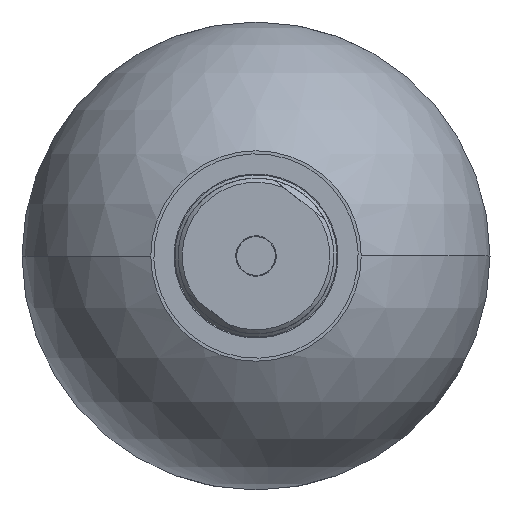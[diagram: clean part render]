
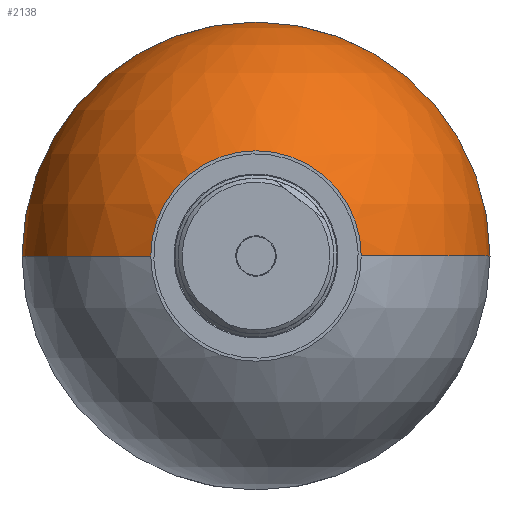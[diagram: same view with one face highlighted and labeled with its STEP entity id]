
A CAD part, front view. The second image highlights one B-rep face of the part: STEP entity #2138.
In plain terms, the highlighted spherical face has radius 114.5 mm.
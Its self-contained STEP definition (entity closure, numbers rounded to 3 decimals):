
#81 = DIRECTION ( 'NONE',  ( 0., 0., -1. ) ) ;
#83 = SPHERICAL_SURFACE ( 'NONE', #782, 114.5 ) ;
#109 = DIRECTION ( 'NONE',  ( 0., -1., 0. ) ) ;
#142 = CIRCLE ( 'NONE', #620, 114.5 ) ;
#227 = ORIENTED_EDGE ( 'NONE', *, *, #1657, .F. ) ;
#258 = ORIENTED_EDGE ( 'NONE', *, *, #1362, .F. ) ;
#281 = DIRECTION ( 'NONE',  ( 0., 0., 1. ) ) ;
#444 = EDGE_CURVE ( 'NONE', #2198, #1649, #475, .T. ) ;
#475 = CIRCLE ( 'NONE', #855, 114.5 ) ;
#508 = AXIS2_PLACEMENT_3D ( 'NONE', #2440, #109, #1859 ) ;
#580 = DIRECTION ( 'NONE',  ( 0., 0., 1. ) ) ;
#620 = AXIS2_PLACEMENT_3D ( 'NONE', #1627, #81, #2213 ) ;
#674 = FACE_OUTER_BOUND ( 'NONE', #1807, .T. ) ;
#720 = EDGE_CURVE ( 'NONE', #973, #2198, #1533, .T. ) ;
#760 = CARTESIAN_POINT ( 'NONE',  ( 0., 114.069, 0. ) ) ;
#782 = AXIS2_PLACEMENT_3D ( 'NONE', #2398, #281, #854 ) ;
#854 = DIRECTION ( 'NONE',  ( 1., 0., 0. ) ) ;
#855 = AXIS2_PLACEMENT_3D ( 'NONE', #1329, #580, #2126 ) ;
#973 = VERTEX_POINT ( 'NONE', #1077 ) ;
#1077 = CARTESIAN_POINT ( 'NONE',  ( 114.5, 114.069, 0. ) ) ;
#1096 = ORIENTED_EDGE ( 'NONE', *, *, #444, .T. ) ;
#1244 = CARTESIAN_POINT ( 'NONE',  ( -51.5, 11.805, 0. ) ) ;
#1329 = CARTESIAN_POINT ( 'NONE',  ( 0., 114.069, 0. ) ) ;
#1353 = DIRECTION ( 'NONE',  ( -1., 0., 0. ) ) ;
#1362 = EDGE_CURVE ( 'NONE', #1585, #1649, #2094, .T. ) ;
#1404 = ORIENTED_EDGE ( 'NONE', *, *, #720, .T. ) ;
#1533 = CIRCLE ( 'NONE', #1720, 114.5 ) ;
#1547 = CARTESIAN_POINT ( 'NONE',  ( 51.5, 11.805, 0. ) ) ;
#1585 = VERTEX_POINT ( 'NONE', #1547 ) ;
#1627 = CARTESIAN_POINT ( 'NONE',  ( 0., 114.069, 0. ) ) ;
#1649 = VERTEX_POINT ( 'NONE', #1244 ) ;
#1657 = EDGE_CURVE ( 'NONE', #973, #1585, #142, .T. ) ;
#1720 = AXIS2_PLACEMENT_3D ( 'NONE', #760, #2102, #1353 ) ;
#1792 = CARTESIAN_POINT ( 'NONE',  ( -114.5, 114.069, 0. ) ) ;
#1807 = EDGE_LOOP ( 'NONE', ( #1404, #1096, #258, #227 ) ) ;
#1859 = DIRECTION ( 'NONE',  ( -1., 0., 0. ) ) ;
#2094 = CIRCLE ( 'NONE', #508, 51.5 ) ;
#2102 = DIRECTION ( 'NONE',  ( 0., -1., 0. ) ) ;
#2126 = DIRECTION ( 'NONE',  ( 1., 0., 0. ) ) ;
#2138 = ADVANCED_FACE ( 'NONE', ( #674 ), #83, .T. ) ;
#2198 = VERTEX_POINT ( 'NONE', #1792 ) ;
#2213 = DIRECTION ( 'NONE',  ( -1., 0., 0. ) ) ;
#2398 = CARTESIAN_POINT ( 'NONE',  ( 0., 114.069, 0. ) ) ;
#2440 = CARTESIAN_POINT ( 'NONE',  ( 0., 11.805, 0. ) ) ;
